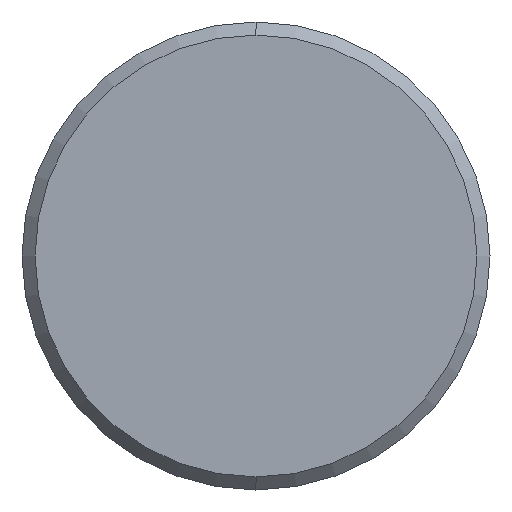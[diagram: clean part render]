
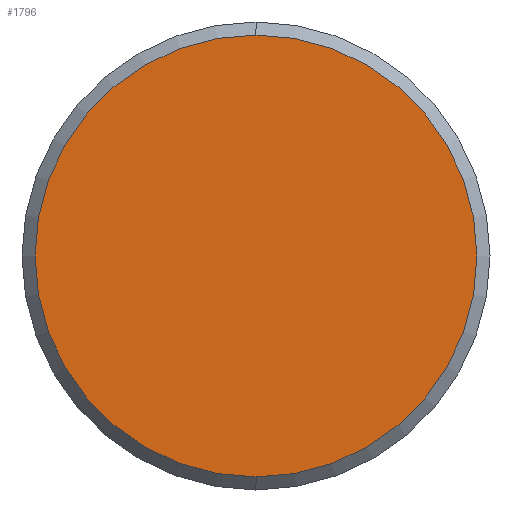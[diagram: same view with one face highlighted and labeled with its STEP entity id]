
A CAD part, left-side view. The second image highlights one B-rep face of the part: STEP entity #1796.
In plain terms, the highlighted planar face has unit normal (-1, 0, 0).
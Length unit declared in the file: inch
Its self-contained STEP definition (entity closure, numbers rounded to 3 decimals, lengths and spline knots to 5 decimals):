
#64 = AXIS2_PLACEMENT_3D ( 'NONE', #1533, #346, #357 ) ;
#346 = DIRECTION ( 'NONE',  ( -1., 0., 0. ) ) ;
#357 = DIRECTION ( 'NONE',  ( 0., 0., 1. ) ) ;
#503 = CARTESIAN_POINT ( 'NONE',  ( -1.8, 0., 0.4085 ) ) ;
#599 = DIRECTION ( 'NONE',  ( 0., 0., 1. ) ) ;
#711 = EDGE_LOOP ( 'NONE', ( #2475, #1693 ) ) ;
#838 = PLANE ( 'NONE',  #1148 ) ;
#870 = CIRCLE ( 'NONE', #2277, 0.4085 ) ;
#1148 = AXIS2_PLACEMENT_3D ( 'NONE', #1237, #1406, #1555 ) ;
#1237 = CARTESIAN_POINT ( 'NONE',  ( -1.8, 0.4385, 0. ) ) ;
#1340 = VERTEX_POINT ( 'NONE', #2287 ) ;
#1406 = DIRECTION ( 'NONE',  ( -1., 0., 0. ) ) ;
#1533 = CARTESIAN_POINT ( 'NONE',  ( -1.8, 0., 0. ) ) ;
#1555 = DIRECTION ( 'NONE',  ( 0., 0., 1. ) ) ;
#1566 = FACE_OUTER_BOUND ( 'NONE', #711, .T. ) ;
#1693 = ORIENTED_EDGE ( 'NONE', *, *, #2267, .T. ) ;
#1709 = EDGE_CURVE ( 'NONE', #1340, #1947, #870, .T. ) ;
#1787 = CARTESIAN_POINT ( 'NONE',  ( -1.8, 0., 0. ) ) ;
#1796 = ADVANCED_FACE ( 'NONE', ( #1566 ), #838, .T. ) ;
#1947 = VERTEX_POINT ( 'NONE', #503 ) ;
#2141 = DIRECTION ( 'NONE',  ( -1., 0., 0. ) ) ;
#2163 = CIRCLE ( 'NONE', #64, 0.4085 ) ;
#2267 = EDGE_CURVE ( 'NONE', #1947, #1340, #2163, .T. ) ;
#2277 = AXIS2_PLACEMENT_3D ( 'NONE', #1787, #2141, #599 ) ;
#2287 = CARTESIAN_POINT ( 'NONE',  ( -1.8, 0., -0.4085 ) ) ;
#2475 = ORIENTED_EDGE ( 'NONE', *, *, #1709, .T. ) ;
